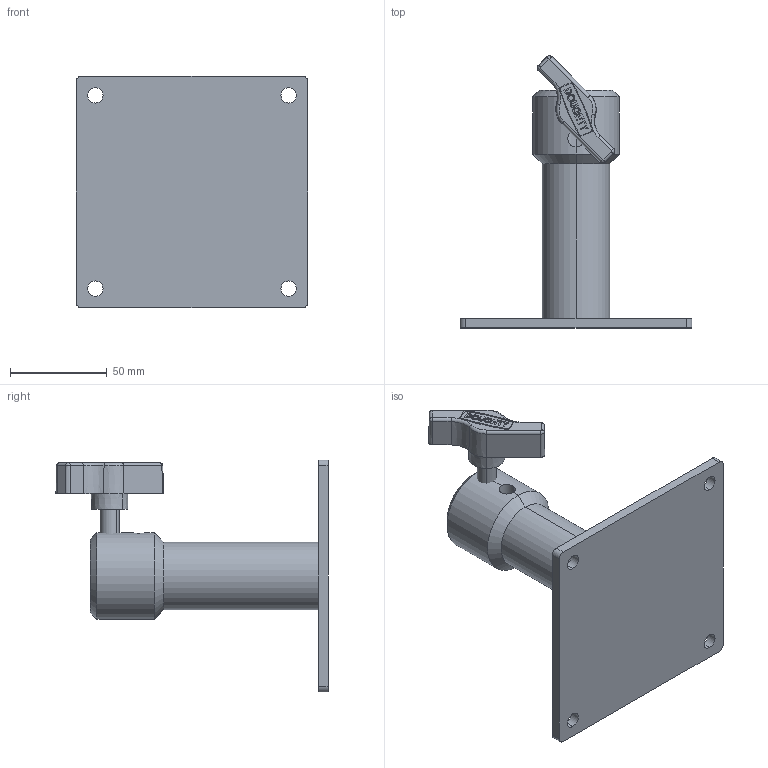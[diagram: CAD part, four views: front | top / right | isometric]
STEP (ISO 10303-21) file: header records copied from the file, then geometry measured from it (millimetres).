
FILE_DESCRIPTION (( 'STEP AP203' ), '1' );
FILE_NAME ('G1129.STEP', '2018-09-25T15:16:37', ( '' ), ( '' ), 'SwSTEP 2.0', 'SolidWorks 2016', '' );
FILE_SCHEMA (( 'CONFIG_CONTROL_DESIGN' ));
Length unit declared in the file: millimetre
Products named in the file (5): G1129; TH1714; Doughty Knob_S0140; TH1371; TH1713
Assembly tree (4 placements, depth 3):
  G1129
    TH1714
      TH1713
      TH1371
    Doughty Knob_S0140
Bounding box: 120 x 140.8 x 120 mm (x, y, z)
Volume: 143294.1 mm3; surface area: 62424.9 mm2
Topology: 3 solids, 3 shells, 160 faces, 413 edges, 268 vertices
Faces by surface type: plane 74, cylinder 62, cone 16, torus 8
Entity records: 5686 total; most frequent: CARTESIAN_POINT 1121, DIRECTION 883, ORIENTED_EDGE 826, EDGE_CURVE 413, AXIS2_PLACEMENT_3D 318, VERTEX_POINT 268, VECTOR 247, LINE 247
